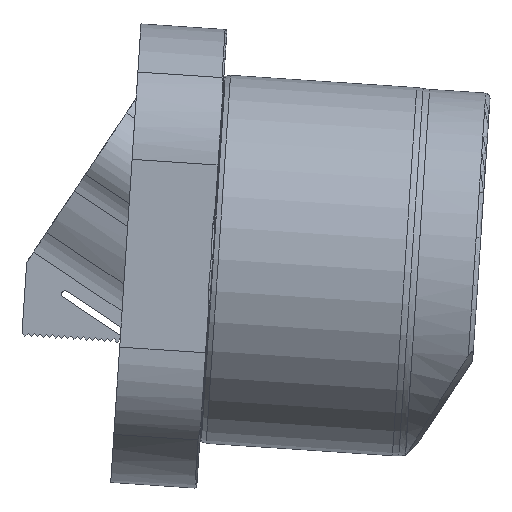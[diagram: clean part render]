
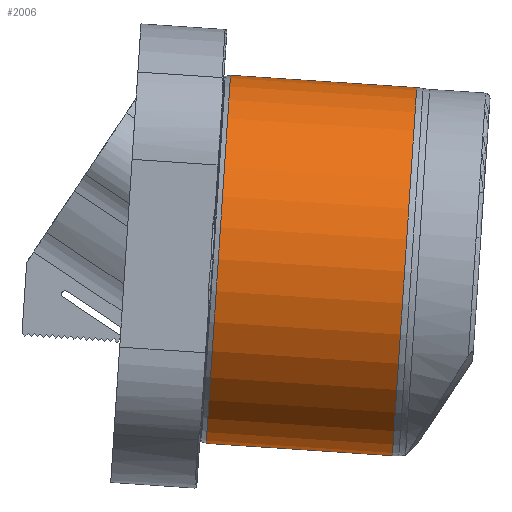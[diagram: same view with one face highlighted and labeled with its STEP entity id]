
A CAD part, left-side view. The second image highlights one B-rep face of the part: STEP entity #2006.
In plain terms, the highlighted cylindrical face has radius 14.992 mm (diameter 29.985 mm), a partial arc.
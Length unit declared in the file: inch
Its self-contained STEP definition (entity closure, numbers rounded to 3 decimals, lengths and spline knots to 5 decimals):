
#685 = LINE ( 'NONE', #13378, #13333 ) ;
#714 = FACE_OUTER_BOUND ( 'NONE', #4508, .T. ) ;
#754 = CARTESIAN_POINT ( 'NONE',  ( 0., 1.0886, 0.01389 ) ) ;
#1028 = CARTESIAN_POINT ( 'NONE',  ( 0., -0.69717, -0.57637 ) ) ;
#1048 = CYLINDRICAL_SURFACE ( 'NONE', #3906, 0.59026 ) ;
#1088 = AXIS2_PLACEMENT_3D ( 'NONE', #10670, #4524, #11696 ) ;
#1216 = VERTEX_POINT ( 'NONE', #3885 ) ;
#2006 = ADVANCED_FACE ( 'NONE', ( #714 ), #1048, .T. ) ;
#2632 = DIRECTION ( 'NONE',  ( 0., -1., 0. ) ) ;
#2665 = VECTOR ( 'NONE', #2632, 39.37008 ) ;
#2824 = DIRECTION ( 'NONE',  ( 0., -1., 0. ) ) ;
#3885 = CARTESIAN_POINT ( 'NONE',  ( 0., -0.69717, 0.60415 ) ) ;
#3906 = AXIS2_PLACEMENT_3D ( 'NONE', #754, #2824, #9017 ) ;
#4146 = AXIS2_PLACEMENT_3D ( 'NONE', #5236, #12377, #6285 ) ;
#4508 = EDGE_LOOP ( 'NONE', ( #9362, #7575, #5604, #9647 ) ) ;
#4524 = DIRECTION ( 'NONE',  ( 0., -1., 0. ) ) ;
#5236 = CARTESIAN_POINT ( 'NONE',  ( 0., -0.69717, 0.01389 ) ) ;
#5604 = ORIENTED_EDGE ( 'NONE', *, *, #6570, .T. ) ;
#5803 = CARTESIAN_POINT ( 'NONE',  ( 0., -0.09992, -0.57637 ) ) ;
#6129 = DIRECTION ( 'NONE',  ( 0., -1., 0. ) ) ;
#6166 = LINE ( 'NONE', #9862, #2665 ) ;
#6227 = EDGE_CURVE ( 'NONE', #9981, #1216, #685, .T. ) ;
#6285 = DIRECTION ( 'NONE',  ( 0., 0., -1. ) ) ;
#6570 = EDGE_CURVE ( 'NONE', #7886, #13247, #6166, .T. ) ;
#7575 = ORIENTED_EDGE ( 'NONE', *, *, #9468, .T. ) ;
#7886 = VERTEX_POINT ( 'NONE', #5803 ) ;
#9015 = CIRCLE ( 'NONE', #4146, 0.59026 ) ;
#9017 = DIRECTION ( 'NONE',  ( 0., 0., -1. ) ) ;
#9237 = EDGE_CURVE ( 'NONE', #13247, #1216, #9015, .T. ) ;
#9362 = ORIENTED_EDGE ( 'NONE', *, *, #6227, .F. ) ;
#9468 = EDGE_CURVE ( 'NONE', #9981, #7886, #9974, .T. ) ;
#9647 = ORIENTED_EDGE ( 'NONE', *, *, #9237, .T. ) ;
#9862 = CARTESIAN_POINT ( 'NONE',  ( 0., 1.0886, -0.57637 ) ) ;
#9974 = CIRCLE ( 'NONE', #1088, 0.59026 ) ;
#9981 = VERTEX_POINT ( 'NONE', #12805 ) ;
#10670 = CARTESIAN_POINT ( 'NONE',  ( 0., -0.09992, 0.01389 ) ) ;
#11696 = DIRECTION ( 'NONE',  ( 0., 0., -1. ) ) ;
#12377 = DIRECTION ( 'NONE',  ( 0., 1., 0. ) ) ;
#12805 = CARTESIAN_POINT ( 'NONE',  ( 0., -0.09992, 0.60415 ) ) ;
#13247 = VERTEX_POINT ( 'NONE', #1028 ) ;
#13333 = VECTOR ( 'NONE', #6129, 39.37008 ) ;
#13378 = CARTESIAN_POINT ( 'NONE',  ( 0., 1.0886, 0.60415 ) ) ;
